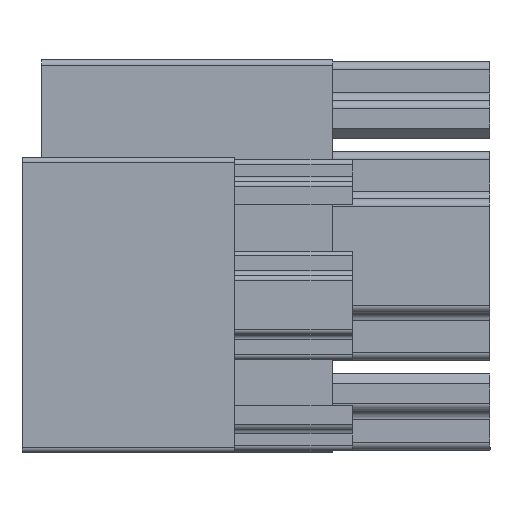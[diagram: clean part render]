
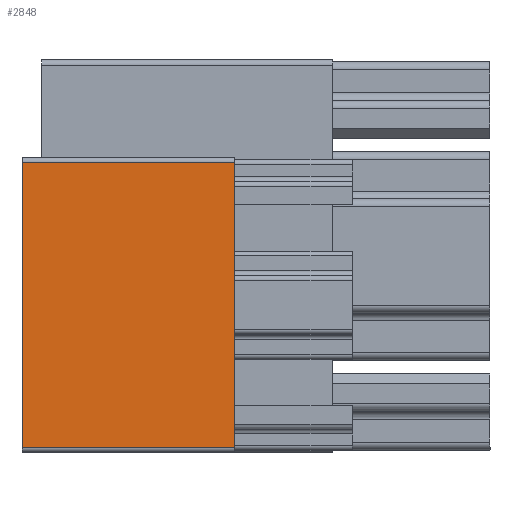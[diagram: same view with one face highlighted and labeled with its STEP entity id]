
A CAD part, front view. The second image highlights one B-rep face of the part: STEP entity #2848.
In plain terms, the highlighted face is planar.
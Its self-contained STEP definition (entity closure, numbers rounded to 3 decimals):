
#29=LINE('',#4113,#329);
#156=LINE('',#4481,#456);
#163=LINE('',#4494,#463);
#164=LINE('',#4496,#464);
#329=VECTOR('',#3259,10.);
#456=VECTOR('',#3618,10.);
#463=VECTOR('',#3637,10.);
#464=VECTOR('',#3640,10.);
#772=FACE_OUTER_BOUND('',#933,.T.);
#933=EDGE_LOOP('',(#2231,#2232,#2233,#2234));
#1147=VERTEX_POINT('',#4109);
#1149=VERTEX_POINT('',#4112);
#1268=VERTEX_POINT('',#4467);
#1274=VERTEX_POINT('',#4479);
#1430=EDGE_CURVE('',#1147,#1149,#29,.F.);
#1612=EDGE_CURVE('',#1274,#1268,#156,.F.);
#1619=EDGE_CURVE('',#1149,#1274,#163,.T.);
#1620=EDGE_CURVE('',#1268,#1147,#164,.T.);
#2231=ORIENTED_EDGE('',*,*,#1620,.F.);
#2232=ORIENTED_EDGE('',*,*,#1612,.F.);
#2233=ORIENTED_EDGE('',*,*,#1619,.F.);
#2234=ORIENTED_EDGE('',*,*,#1430,.F.);
#2725=PLANE('',#3089);
#2848=ADVANCED_FACE('',(#772),#2725,.F.);
#3089=AXIS2_PLACEMENT_3D('',#4495,#3638,#3639);
#3259=DIRECTION('',(-1.,0.,0.));
#3618=DIRECTION('',(1.,0.,0.));
#3637=DIRECTION('',(0.,0.,1.));
#3638=DIRECTION('center_axis',(0.,-1.,0.));
#3639=DIRECTION('ref_axis',(-1.,0.,0.));
#3640=DIRECTION('',(0.,0.,-1.));
#4109=CARTESIAN_POINT('',(-57.25,120.,-150.9));
#4112=CARTESIAN_POINT('',(-42.75,120.,-150.9));
#4113=CARTESIAN_POINT('',(-46.25,120.,-150.9));
#4467=CARTESIAN_POINT('',(-57.25,120.,-140.1));
#4479=CARTESIAN_POINT('',(-42.75,120.,-140.1));
#4481=CARTESIAN_POINT('',(-46.25,120.,-140.1));
#4494=CARTESIAN_POINT('',(-42.75,120.,-138.));
#4495=CARTESIAN_POINT('Origin',(-42.5,120.,-140.));
#4496=CARTESIAN_POINT('',(-57.25,120.,-140.));
